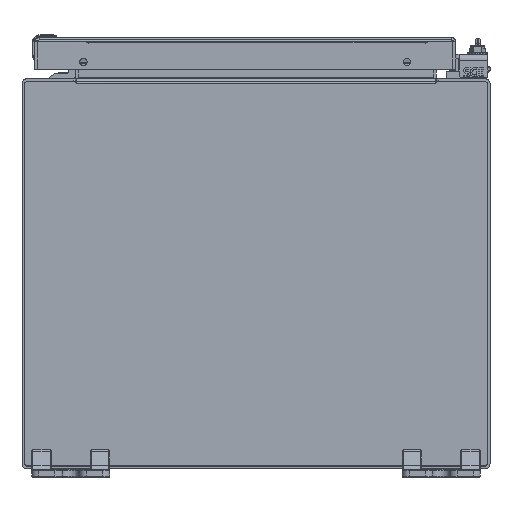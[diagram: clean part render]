
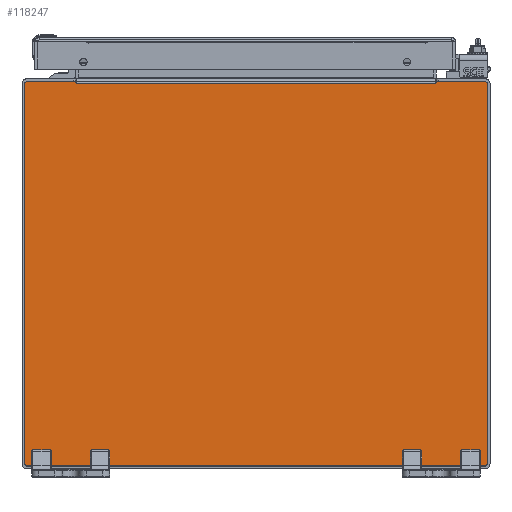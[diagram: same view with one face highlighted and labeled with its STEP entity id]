
A CAD part, front view. The second image highlights one B-rep face of the part: STEP entity #118247.
In plain terms, the highlighted planar face has unit normal (0, -1, 0).
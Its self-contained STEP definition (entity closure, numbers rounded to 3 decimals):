
#713 = VERTEX_POINT ( 'NONE', #101354 ) ;
#1903 = ORIENTED_EDGE ( 'NONE', *, *, #182635, .T. ) ;
#3825 = EDGE_CURVE ( 'NONE', #57687, #83962, #173375, .T. ) ;
#7296 = VERTEX_POINT ( 'NONE', #29413 ) ;
#8999 = ORIENTED_EDGE ( 'NONE', *, *, #75746, .T. ) ;
#13286 = ORIENTED_EDGE ( 'NONE', *, *, #23470, .F. ) ;
#14816 = VECTOR ( 'NONE', #80478, 39.37 ) ;
#15361 = DIRECTION ( 'NONE',  ( 0., 0., -1. ) ) ;
#16130 = AXIS2_PLACEMENT_3D ( 'NONE', #32014, #91818, #90884 ) ;
#17259 = CARTESIAN_POINT ( 'NONE',  ( 5.857, -12., 4.857 ) ) ;
#19698 = CARTESIAN_POINT ( 'NONE',  ( -4.614, -12., 4.883 ) ) ;
#21201 = FACE_OUTER_BOUND ( 'NONE', #160454, .T. ) ;
#22296 = EDGE_CURVE ( 'NONE', #125020, #713, #160449, .T. ) ;
#23116 = DIRECTION ( 'NONE',  ( 0., 0., -1. ) ) ;
#23470 = EDGE_CURVE ( 'NONE', #139779, #138888, #58192, .T. ) ;
#25226 = CARTESIAN_POINT ( 'NONE',  ( 5.857, -12., -4.937 ) ) ;
#25625 = ORIENTED_EDGE ( 'NONE', *, *, #148509, .T. ) ;
#26053 = VECTOR ( 'NONE', #154199, 39.37 ) ;
#26241 = VERTEX_POINT ( 'NONE', #176572 ) ;
#27978 = VECTOR ( 'NONE', #60198, 39.37 ) ;
#28072 = DIRECTION ( 'NONE',  ( 0., 0., -1. ) ) ;
#29413 = CARTESIAN_POINT ( 'NONE',  ( 4.598, -12., 4.883 ) ) ;
#30901 = EDGE_CURVE ( 'NONE', #713, #26241, #153307, .T. ) ;
#31734 = CARTESIAN_POINT ( 'NONE',  ( -5.937, -12., -4.857 ) ) ;
#32014 = CARTESIAN_POINT ( 'NONE',  ( 5.857, -12., -4.857 ) ) ;
#32824 = DIRECTION ( 'NONE',  ( 0.174, 0., -0.985 ) ) ;
#34039 = DIRECTION ( 'NONE',  ( 0., 0., -1. ) ) ;
#36908 = AXIS2_PLACEMENT_3D ( 'NONE', #101460, #160327, #28072 ) ;
#36935 = ORIENTED_EDGE ( 'NONE', *, *, #30901, .T. ) ;
#37596 = CARTESIAN_POINT ( 'NONE',  ( 0., -12., 0. ) ) ;
#38891 = CARTESIAN_POINT ( 'NONE',  ( 4.618, -12., 4.91 ) ) ;
#39993 = LINE ( 'NONE', #128834, #109194 ) ;
#40027 = CARTESIAN_POINT ( 'NONE',  ( -5.937, -12., 0. ) ) ;
#40718 = CARTESIAN_POINT ( 'NONE',  ( 4.614, -12., 4.883 ) ) ;
#42924 = ORIENTED_EDGE ( 'NONE', *, *, #177939, .T. ) ;
#47332 = DIRECTION ( 'NONE',  ( -1., 0., 0. ) ) ;
#52141 = ORIENTED_EDGE ( 'NONE', *, *, #3825, .T. ) ;
#52765 = VECTOR ( 'NONE', #129651, 39.37 ) ;
#55731 = EDGE_CURVE ( 'NONE', #138888, #172002, #124315, .T. ) ;
#56356 = VERTEX_POINT ( 'NONE', #31734 ) ;
#57658 = LINE ( 'NONE', #116581, #141490 ) ;
#57687 = VERTEX_POINT ( 'NONE', #25226 ) ;
#58192 = LINE ( 'NONE', #92628, #160548 ) ;
#60198 = DIRECTION ( 'NONE',  ( 0., 0., -1. ) ) ;
#62573 = DIRECTION ( 'NONE',  ( 0., -1., 0. ) ) ;
#65435 = VERTEX_POINT ( 'NONE', #147042 ) ;
#68112 = CARTESIAN_POINT ( 'NONE',  ( -5.857, -12., 4.937 ) ) ;
#73696 = EDGE_CURVE ( 'NONE', #56356, #65435, #107779, .T. ) ;
#74574 = CARTESIAN_POINT ( 'NONE',  ( -4.623, -12., 4.937 ) ) ;
#75746 = EDGE_CURVE ( 'NONE', #170478, #56356, #113403, .T. ) ;
#77100 = DIRECTION ( 'NONE',  ( 0., 0., 1. ) ) ;
#77507 = DIRECTION ( 'NONE',  ( 0., -1., 0. ) ) ;
#78640 = VECTOR ( 'NONE', #47332, 39.37 ) ;
#80087 = PLANE ( 'NONE',  #126187 ) ;
#80478 = DIRECTION ( 'NONE',  ( -1., 0., 0. ) ) ;
#80723 = VECTOR ( 'NONE', #77100, 39.37 ) ;
#81203 = EDGE_CURVE ( 'NONE', #83962, #125020, #105136, .T. ) ;
#82325 = ORIENTED_EDGE ( 'NONE', *, *, #145989, .T. ) ;
#82476 = DIRECTION ( 'NONE',  ( 1., 0., 0. ) ) ;
#83962 = VERTEX_POINT ( 'NONE', #184150 ) ;
#85959 = EDGE_CURVE ( 'NONE', #128185, #170478, #141994, .T. ) ;
#85963 = CARTESIAN_POINT ( 'NONE',  ( 5.937, -12., 4.857 ) ) ;
#90705 = VECTOR ( 'NONE', #100149, 39.37 ) ;
#90884 = DIRECTION ( 'NONE',  ( 0., 0., -1. ) ) ;
#91818 = DIRECTION ( 'NONE',  ( 0., -1., 0. ) ) ;
#92331 = ORIENTED_EDGE ( 'NONE', *, *, #73696, .T. ) ;
#92628 = CARTESIAN_POINT ( 'NONE',  ( -4.618, -12., 4.91 ) ) ;
#95915 = LINE ( 'NONE', #111368, #14816 ) ;
#100149 = DIRECTION ( 'NONE',  ( -1., 0., 0. ) ) ;
#101354 = CARTESIAN_POINT ( 'NONE',  ( 5.857, -12., 4.937 ) ) ;
#101460 = CARTESIAN_POINT ( 'NONE',  ( -5.857, -12., -4.857 ) ) ;
#103317 = CARTESIAN_POINT ( 'NONE',  ( -5.937, -12., 4.857 ) ) ;
#105136 = LINE ( 'NONE', #151423, #80723 ) ;
#105352 = AXIS2_PLACEMENT_3D ( 'NONE', #17259, #62573, #15361 ) ;
#107779 = CIRCLE ( 'NONE', #36908, 0.08 ) ;
#109194 = VECTOR ( 'NONE', #82476, 39.37 ) ;
#110048 = CARTESIAN_POINT ( 'NONE',  ( 4.606, -12., 4.883 ) ) ;
#111368 = CARTESIAN_POINT ( 'NONE',  ( 0., -12., 4.883 ) ) ;
#111938 = DIRECTION ( 'NONE',  ( 0., -1., 0. ) ) ;
#113403 = LINE ( 'NONE', #40027, #27978 ) ;
#114184 = LINE ( 'NONE', #38891, #52765 ) ;
#115811 = ORIENTED_EDGE ( 'NONE', *, *, #85959, .T. ) ;
#116581 = CARTESIAN_POINT ( 'NONE',  ( 0., -12., 4.937 ) ) ;
#118247 = ADVANCED_FACE ( 'NONE', ( #21201 ), #80087, .T. ) ;
#119547 = ORIENTED_EDGE ( 'NONE', *, *, #169032, .T. ) ;
#124315 = LINE ( 'NONE', #168680, #26053 ) ;
#125020 = VERTEX_POINT ( 'NONE', #85963 ) ;
#126187 = AXIS2_PLACEMENT_3D ( 'NONE', #37596, #111938, #23116 ) ;
#128185 = VERTEX_POINT ( 'NONE', #68112 ) ;
#128834 = CARTESIAN_POINT ( 'NONE',  ( 0., -12., -4.937 ) ) ;
#129651 = DIRECTION ( 'NONE',  ( -0.174, 0., -0.985 ) ) ;
#130837 = ORIENTED_EDGE ( 'NONE', *, *, #81203, .T. ) ;
#132607 = VERTEX_POINT ( 'NONE', #40718 ) ;
#138888 = VERTEX_POINT ( 'NONE', #19698 ) ;
#139779 = VERTEX_POINT ( 'NONE', #74574 ) ;
#141490 = VECTOR ( 'NONE', #175488, 39.37 ) ;
#141994 = CIRCLE ( 'NONE', #160458, 0.08 ) ;
#142636 = CARTESIAN_POINT ( 'NONE',  ( 0., -12., 4.937 ) ) ;
#145148 = ORIENTED_EDGE ( 'NONE', *, *, #22296, .T. ) ;
#145989 = EDGE_CURVE ( 'NONE', #132607, #7296, #179634, .T. ) ;
#147042 = CARTESIAN_POINT ( 'NONE',  ( -5.857, -12., -4.937 ) ) ;
#148509 = EDGE_CURVE ( 'NONE', #7296, #172002, #95915, .T. ) ;
#151423 = CARTESIAN_POINT ( 'NONE',  ( 5.937, -12., 0. ) ) ;
#153307 = LINE ( 'NONE', #142636, #90705 ) ;
#154199 = DIRECTION ( 'NONE',  ( 1., 0., 0. ) ) ;
#160327 = DIRECTION ( 'NONE',  ( 0., -1., 0. ) ) ;
#160449 = CIRCLE ( 'NONE', #105352, 0.08 ) ;
#160454 = EDGE_LOOP ( 'NONE', ( #119547, #115811, #8999, #92331, #1903, #52141, #130837, #145148, #36935, #42924, #82325, #25625, #187567, #13286 ) ) ;
#160458 = AXIS2_PLACEMENT_3D ( 'NONE', #171794, #77507, #34039 ) ;
#160548 = VECTOR ( 'NONE', #32824, 39.37 ) ;
#168680 = CARTESIAN_POINT ( 'NONE',  ( -4.606, -12., 4.883 ) ) ;
#169032 = EDGE_CURVE ( 'NONE', #139779, #128185, #57658, .T. ) ;
#170478 = VERTEX_POINT ( 'NONE', #103317 ) ;
#171794 = CARTESIAN_POINT ( 'NONE',  ( -5.857, -12., 4.857 ) ) ;
#172002 = VERTEX_POINT ( 'NONE', #176394 ) ;
#173375 = CIRCLE ( 'NONE', #16130, 0.08 ) ;
#175488 = DIRECTION ( 'NONE',  ( -1., 0., 0. ) ) ;
#176394 = CARTESIAN_POINT ( 'NONE',  ( -4.598, -12., 4.883 ) ) ;
#176572 = CARTESIAN_POINT ( 'NONE',  ( 4.623, -12., 4.937 ) ) ;
#177939 = EDGE_CURVE ( 'NONE', #26241, #132607, #114184, .T. ) ;
#179634 = LINE ( 'NONE', #110048, #78640 ) ;
#182635 = EDGE_CURVE ( 'NONE', #65435, #57687, #39993, .T. ) ;
#184150 = CARTESIAN_POINT ( 'NONE',  ( 5.937, -12., -4.857 ) ) ;
#187567 = ORIENTED_EDGE ( 'NONE', *, *, #55731, .F. ) ;
